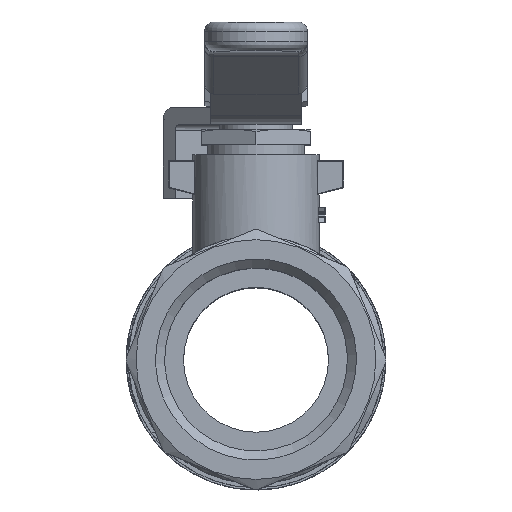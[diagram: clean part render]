
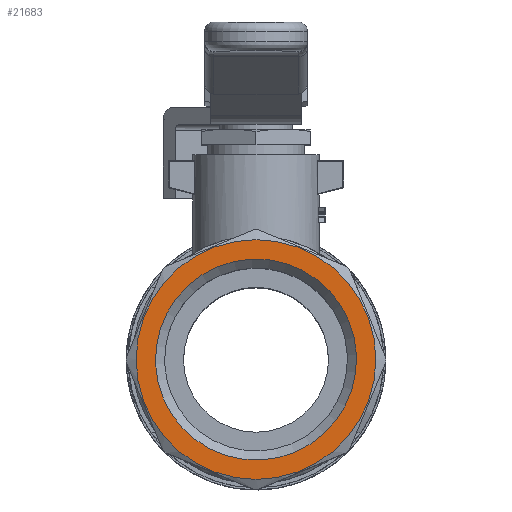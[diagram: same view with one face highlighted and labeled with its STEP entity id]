
A CAD part, top view. The second image highlights one B-rep face of the part: STEP entity #21683.
In plain terms, the highlighted planar face has unit normal (0, 0, 1).
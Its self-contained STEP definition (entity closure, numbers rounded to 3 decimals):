
#4803=PLANE('',#30818);
#7066=ORIENTED_EDGE('',*,*,#13197,.F.);
#7067=ORIENTED_EDGE('',*,*,#13198,.F.);
#13197=EDGE_CURVE('',#16384,#16384,#18351,.T.);
#13198=EDGE_CURVE('',#16385,#16385,#18352,.T.);
#16384=VERTEX_POINT('',#45409);
#16385=VERTEX_POINT('',#45412);
#18351=CIRCLE('',#30817,19.85);
#18352=CIRCLE('',#30819,16.646);
#18884=EDGE_LOOP('',(#7066));
#18885=EDGE_LOOP('',(#7067));
#20251=FACE_BOUND('',#18884,.T.);
#20252=FACE_BOUND('',#18885,.T.);
#21683=ADVANCED_FACE('',(#20251,#20252),#4803,.T.);
#30817=AXIS2_PLACEMENT_3D('',#45408,#34857,#34858);
#30818=AXIS2_PLACEMENT_3D('',#45410,#34859,#34860);
#30819=AXIS2_PLACEMENT_3D('',#45411,#34861,#34862);
#34857=DIRECTION('',(0.,0.,-1.));
#34858=DIRECTION('',(1.,0.,0.));
#34859=DIRECTION('',(0.,0.,1.));
#34860=DIRECTION('',(1.,0.,0.));
#34861=DIRECTION('',(0.,0.,1.));
#34862=DIRECTION('',(0.383,-0.924,0.));
#45408=CARTESIAN_POINT('',(10.,0.,56.3));
#45409=CARTESIAN_POINT('',(29.85,0.,56.3));
#45410=CARTESIAN_POINT('',(22.451,10.062,56.3));
#45411=CARTESIAN_POINT('',(10.,0.,56.3));
#45412=CARTESIAN_POINT('',(16.37,-15.378,56.3));
